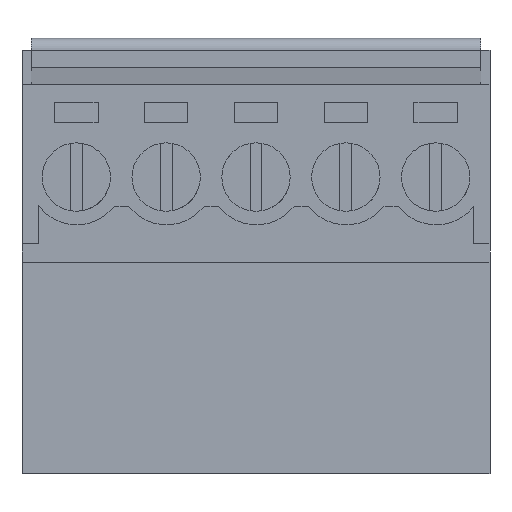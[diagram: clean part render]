
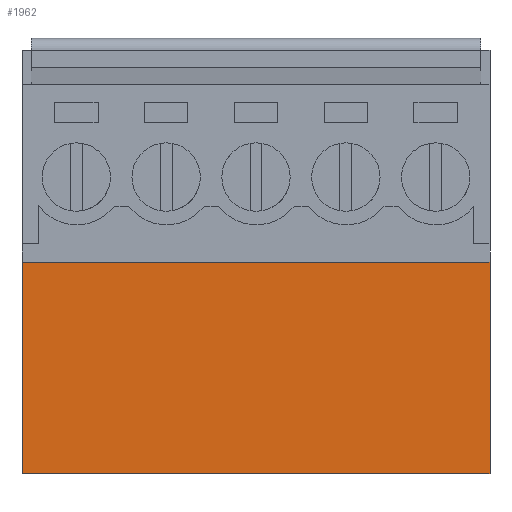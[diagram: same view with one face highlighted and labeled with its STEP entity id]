
A CAD part, front view. The second image highlights one B-rep face of the part: STEP entity #1962.
In plain terms, the highlighted planar face has unit normal (0, -1, 0).
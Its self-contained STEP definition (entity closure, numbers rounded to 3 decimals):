
#1942=AXIS2_PLACEMENT_3D('Plane Axis2P3D',#1939,#1940,#1941) ;
#262=CARTESIAN_POINT('Vertex',(0.,0.66,0.)) ;
#265=CARTESIAN_POINT('Line Origine',(0.,0.66,4.475)) ;
#269=CARTESIAN_POINT('Vertex',(0.,0.66,8.95)) ;
#1354=CARTESIAN_POINT('Vertex',(19.84,0.66,0.)) ;
#1357=CARTESIAN_POINT('Line Origine',(9.92,0.66,0.)) ;
#1939=CARTESIAN_POINT('Axis2P3D Location',(19.84,0.66,8.95)) ;
#1944=CARTESIAN_POINT('Line Origine',(19.84,0.66,4.475)) ;
#1948=CARTESIAN_POINT('Vertex',(19.84,0.66,8.95)) ;
#1951=CARTESIAN_POINT('Line Origine',(9.92,0.66,8.95)) ;
#266=DIRECTION('Vector Direction',(0.,0.,-1.)) ;
#1358=DIRECTION('Vector Direction',(-1.,0.,0.)) ;
#1940=DIRECTION('Axis2P3D Direction',(0.,1.,0.)) ;
#1941=DIRECTION('Axis2P3D XDirection',(-0.,0.,-1.)) ;
#1945=DIRECTION('Vector Direction',(0.,0.,-1.)) ;
#1952=DIRECTION('Vector Direction',(-1.,0.,0.)) ;
#267=VECTOR('Line Direction',#266,1.) ;
#1359=VECTOR('Line Direction',#1358,1.) ;
#1946=VECTOR('Line Direction',#1945,1.) ;
#1953=VECTOR('Line Direction',#1952,1.) ;
#1957=ORIENTED_EDGE('',*,*,#1361,.F.) ;
#1958=ORIENTED_EDGE('',*,*,#1950,.F.) ;
#1959=ORIENTED_EDGE('',*,*,#1955,.T.) ;
#1960=ORIENTED_EDGE('',*,*,#271,.T.) ;
#1962=ADVANCED_FACE('HOUSING',(#1961),#1943,.F.) ;
#271=EDGE_CURVE('',#270,#263,#268,.T.) ;
#1361=EDGE_CURVE('',#1355,#263,#1360,.T.) ;
#1950=EDGE_CURVE('',#1949,#1355,#1947,.T.) ;
#1955=EDGE_CURVE('',#1949,#270,#1954,.T.) ;
#1956=EDGE_LOOP('',(#1957,#1958,#1959,#1960)) ;
#1961=FACE_OUTER_BOUND('',#1956,.T.) ;
#268=LINE('Line',#265,#267) ;
#1360=LINE('Line',#1357,#1359) ;
#1947=LINE('Line',#1944,#1946) ;
#1954=LINE('Line',#1951,#1953) ;
#1943=PLANE('',#1942) ;
#263=VERTEX_POINT('',#262) ;
#270=VERTEX_POINT('',#269) ;
#1355=VERTEX_POINT('',#1354) ;
#1949=VERTEX_POINT('',#1948) ;
